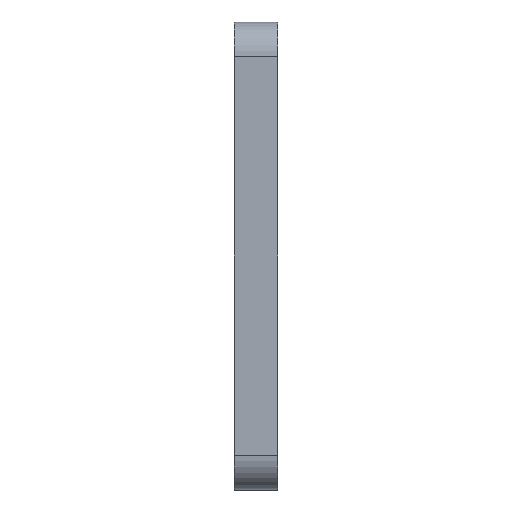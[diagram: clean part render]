
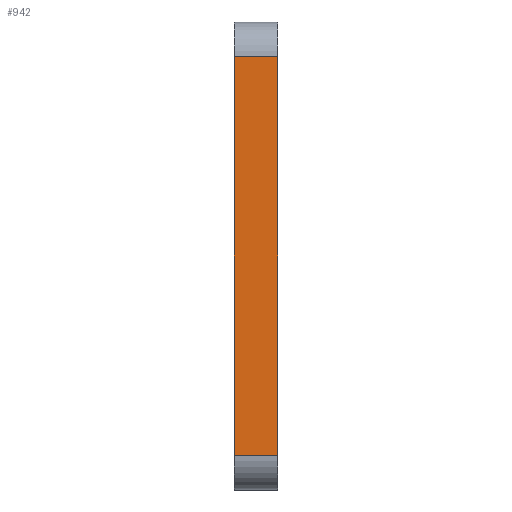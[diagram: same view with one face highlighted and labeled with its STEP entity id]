
A CAD part, left-side view. The second image highlights one B-rep face of the part: STEP entity #942.
In plain terms, the highlighted planar face has unit normal (-1, 0, 0).
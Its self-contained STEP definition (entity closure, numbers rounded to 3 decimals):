
#104=FACE_OUTER_BOUND('',#174,.T.);
#174=EDGE_LOOP('',(#859,#860,#861,#862));
#181=LINE('',#1343,#265);
#204=LINE('',#1435,#288);
#224=LINE('',#1518,#308);
#226=LINE('',#1522,#310);
#265=VECTOR('',#1067,10.);
#288=VECTOR('',#1142,10.);
#308=VECTOR('',#1212,10.);
#310=VECTOR('',#1218,10.);
#400=VERTEX_POINT('',#1340);
#401=VERTEX_POINT('',#1342);
#443=VERTEX_POINT('',#1432);
#444=VERTEX_POINT('',#1434);
#488=EDGE_CURVE('',#400,#401,#181,.T.);
#534=EDGE_CURVE('',#443,#444,#204,.T.);
#576=EDGE_CURVE('',#443,#401,#224,.T.);
#578=EDGE_CURVE('',#444,#400,#226,.T.);
#859=ORIENTED_EDGE('',*,*,#576,.T.);
#860=ORIENTED_EDGE('',*,*,#488,.F.);
#861=ORIENTED_EDGE('',*,*,#578,.F.);
#862=ORIENTED_EDGE('',*,*,#534,.F.);
#900=PLANE('',#1050);
#942=ADVANCED_FACE('',(#104),#900,.T.);
#1050=AXIS2_PLACEMENT_3D('',#1587,#1315,#1316);
#1067=DIRECTION('',(0.,0.,-1.));
#1142=DIRECTION('',(0.,0.,1.));
#1212=DIRECTION('',(0.,-1.,0.));
#1218=DIRECTION('',(0.,-1.,0.));
#1315=DIRECTION('center_axis',(-1.,0.,0.));
#1316=DIRECTION('ref_axis',(0.,0.,1.));
#1340=CARTESIAN_POINT('',(-26.812,-6.,68.954));
#1342=CARTESIAN_POINT('',(-26.812,-6.,46.092));
#1343=CARTESIAN_POINT('',(-26.812,-6.,50.454));
#1432=CARTESIAN_POINT('',(-26.812,-3.5,46.092));
#1434=CARTESIAN_POINT('',(-26.812,-3.5,68.954));
#1435=CARTESIAN_POINT('',(-26.812,-3.5,68.954));
#1518=CARTESIAN_POINT('',(-26.812,-5.,46.092));
#1522=CARTESIAN_POINT('',(-26.812,-5.,68.954));
#1587=CARTESIAN_POINT('Origin',(-26.812,-5.,50.454));
